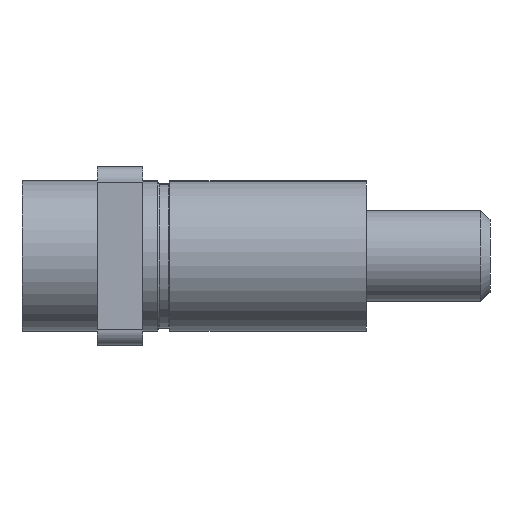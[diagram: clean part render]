
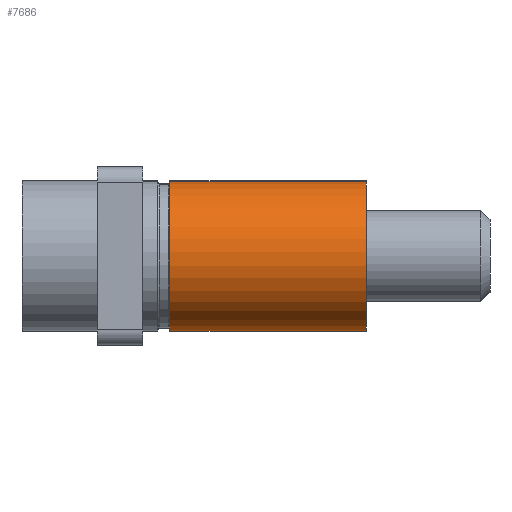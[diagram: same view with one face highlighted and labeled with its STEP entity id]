
A CAD part, left-side view. The second image highlights one B-rep face of the part: STEP entity #7686.
In plain terms, the highlighted cylindrical face has radius 2.5 mm (diameter 5 mm), a partial arc.
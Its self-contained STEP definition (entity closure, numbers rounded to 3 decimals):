
#12 = CARTESIAN_POINT ( 'NONE',  ( -11.955, -7.668, 3.016 ) ) ;
#282 = EDGE_CURVE ( 'NONE', #8720, #1522, #4561, .T. ) ;
#662 = AXIS2_PLACEMENT_3D ( 'NONE', #4949, #8923, #8954 ) ;
#822 = DIRECTION ( 'NONE',  ( 0., -1., 0. ) ) ;
#1204 = AXIS2_PLACEMENT_3D ( 'NONE', #5510, #822, #6297 ) ;
#1522 = VERTEX_POINT ( 'NONE', #8924 ) ;
#1651 = CIRCLE ( 'NONE', #6908, 2.5 ) ;
#1829 = DIRECTION ( 'NONE',  ( 0., -1., 0. ) ) ;
#1866 = CYLINDRICAL_SURFACE ( 'NONE', #662, 2.5 ) ;
#2047 = ORIENTED_EDGE ( 'NONE', *, *, #6432, .T. ) ;
#3295 = CARTESIAN_POINT ( 'NONE',  ( -11.319, -1.168, -1.943 ) ) ;
#3935 = ORIENTED_EDGE ( 'NONE', *, *, #282, .F. ) ;
#4357 = DIRECTION ( 'NONE',  ( 0., -1., 0. ) ) ;
#4561 = CIRCLE ( 'NONE', #1204, 2.5 ) ;
#4794 = DIRECTION ( 'NONE',  ( 0., -1., 0. ) ) ;
#4949 = CARTESIAN_POINT ( 'NONE',  ( -11.637, -7.668, 0.536 ) ) ;
#5143 = VERTEX_POINT ( 'NONE', #3295 ) ;
#5496 = VECTOR ( 'NONE', #4794, 1000. ) ;
#5510 = CARTESIAN_POINT ( 'NONE',  ( -11.637, -7.668, 0.536 ) ) ;
#5636 = EDGE_LOOP ( 'NONE', ( #6786, #6644, #2047, #3935 ) ) ;
#5643 = EDGE_CURVE ( 'NONE', #9130, #8720, #5714, .T. ) ;
#5714 = LINE ( 'NONE', #9518, #5496 ) ;
#6297 = DIRECTION ( 'NONE',  ( 0.127, 0., -0.992 ) ) ;
#6432 = EDGE_CURVE ( 'NONE', #5143, #1522, #8774, .T. ) ;
#6644 = ORIENTED_EDGE ( 'NONE', *, *, #7116, .T. ) ;
#6777 = FACE_OUTER_BOUND ( 'NONE', #5636, .T. ) ;
#6786 = ORIENTED_EDGE ( 'NONE', *, *, #5643, .F. ) ;
#6908 = AXIS2_PLACEMENT_3D ( 'NONE', #9086, #4357, #9886 ) ;
#7116 = EDGE_CURVE ( 'NONE', #9130, #5143, #1651, .T. ) ;
#7686 = ADVANCED_FACE ( 'NONE', ( #6777 ), #1866, .T. ) ;
#8536 = VECTOR ( 'NONE', #1829, 1000. ) ;
#8720 = VERTEX_POINT ( 'NONE', #12 ) ;
#8774 = LINE ( 'NONE', #8900, #8536 ) ;
#8900 = CARTESIAN_POINT ( 'NONE',  ( -11.319, -7.668, -1.943 ) ) ;
#8923 = DIRECTION ( 'NONE',  ( 0., -1., 0. ) ) ;
#8924 = CARTESIAN_POINT ( 'NONE',  ( -11.319, -7.668, -1.943 ) ) ;
#8954 = DIRECTION ( 'NONE',  ( 0.127, 0., -0.992 ) ) ;
#9086 = CARTESIAN_POINT ( 'NONE',  ( -11.637, -1.168, 0.536 ) ) ;
#9130 = VERTEX_POINT ( 'NONE', #9914 ) ;
#9518 = CARTESIAN_POINT ( 'NONE',  ( -11.955, -7.668, 3.016 ) ) ;
#9886 = DIRECTION ( 'NONE',  ( 0.127, 0., -0.992 ) ) ;
#9914 = CARTESIAN_POINT ( 'NONE',  ( -11.955, -1.168, 3.016 ) ) ;
